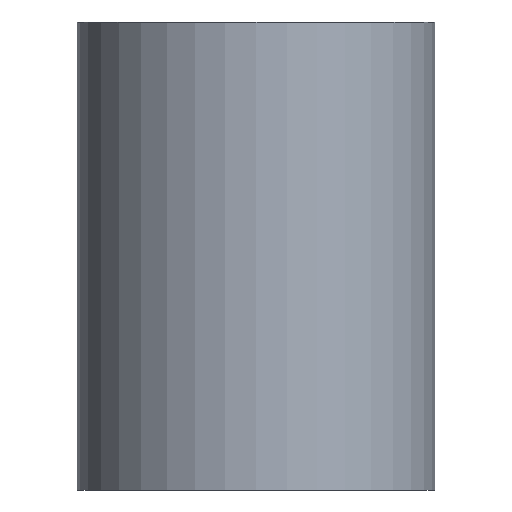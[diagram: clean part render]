
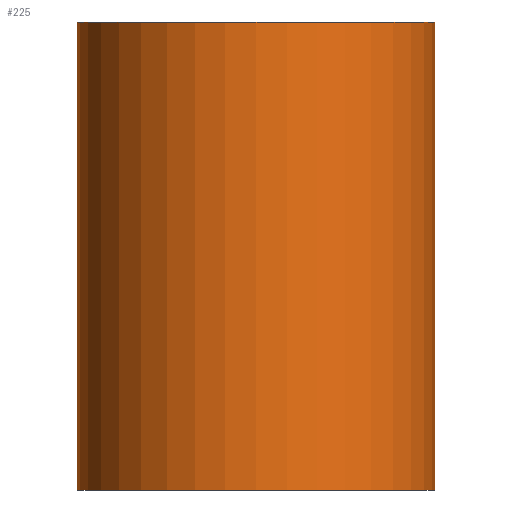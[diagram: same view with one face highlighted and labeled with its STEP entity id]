
A CAD part, front view. The second image highlights one B-rep face of the part: STEP entity #225.
In plain terms, the highlighted cylindrical face has radius 27.5 mm (diameter 55 mm), a partial arc.
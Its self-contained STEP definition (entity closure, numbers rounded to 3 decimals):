
#22 = DIRECTION ( 'NONE',  ( -1., 0., 0. ) ) ;
#27 = CYLINDRICAL_SURFACE ( 'NONE', #1048, 27.5 ) ;
#51 = DIRECTION ( 'NONE',  ( 1., 0., 0. ) ) ;
#147 = DIRECTION ( 'NONE',  ( 0., 0., -1. ) ) ;
#179 = CARTESIAN_POINT ( 'NONE',  ( 27.5, 0., 149.782 ) ) ;
#195 = CARTESIAN_POINT ( 'NONE',  ( -27.5, 0., 0. ) ) ;
#197 = EDGE_CURVE ( 'NONE', #382, #1008, #511, .T. ) ;
#217 = VERTEX_POINT ( 'NONE', #195 ) ;
#225 = ADVANCED_FACE ( 'NONE', ( #276 ), #27, .T. ) ;
#238 = CARTESIAN_POINT ( 'NONE',  ( -27.5, 0., 149.782 ) ) ;
#243 = ORIENTED_EDGE ( 'NONE', *, *, #504, .F. ) ;
#276 = FACE_OUTER_BOUND ( 'NONE', #315, .T. ) ;
#315 = EDGE_LOOP ( 'NONE', ( #895, #243, #653, #772 ) ) ;
#339 = CIRCLE ( 'NONE', #457, 27.5 ) ;
#355 = EDGE_CURVE ( 'NONE', #217, #1008, #339, .T. ) ;
#382 = VERTEX_POINT ( 'NONE', #805 ) ;
#391 = AXIS2_PLACEMENT_3D ( 'NONE', #673, #677, #924 ) ;
#421 = CARTESIAN_POINT ( 'NONE',  ( 0., 0., 149.782 ) ) ;
#457 = AXIS2_PLACEMENT_3D ( 'NONE', #779, #1025, #51 ) ;
#482 = VERTEX_POINT ( 'NONE', #754 ) ;
#504 = EDGE_CURVE ( 'NONE', #482, #382, #558, .T. ) ;
#511 = LINE ( 'NONE', #179, #1028 ) ;
#558 = CIRCLE ( 'NONE', #391, 27.5 ) ;
#628 = VECTOR ( 'NONE', #147, 1000. ) ;
#653 = ORIENTED_EDGE ( 'NONE', *, *, #689, .T. ) ;
#673 = CARTESIAN_POINT ( 'NONE',  ( 0., 0., 72. ) ) ;
#677 = DIRECTION ( 'NONE',  ( 0., 0., 1. ) ) ;
#689 = EDGE_CURVE ( 'NONE', #482, #217, #869, .T. ) ;
#691 = CARTESIAN_POINT ( 'NONE',  ( 27.5, 0., 0. ) ) ;
#754 = CARTESIAN_POINT ( 'NONE',  ( -27.5, 0., 72. ) ) ;
#772 = ORIENTED_EDGE ( 'NONE', *, *, #355, .T. ) ;
#779 = CARTESIAN_POINT ( 'NONE',  ( 0., 0., 0. ) ) ;
#805 = CARTESIAN_POINT ( 'NONE',  ( 27.5, 0., 72. ) ) ;
#869 = LINE ( 'NONE', #238, #628 ) ;
#895 = ORIENTED_EDGE ( 'NONE', *, *, #197, .F. ) ;
#902 = DIRECTION ( 'NONE',  ( 0., 0., -1. ) ) ;
#905 = DIRECTION ( 'NONE',  ( 0., 0., -1. ) ) ;
#924 = DIRECTION ( 'NONE',  ( 1., 0., 0. ) ) ;
#1008 = VERTEX_POINT ( 'NONE', #691 ) ;
#1025 = DIRECTION ( 'NONE',  ( 0., 0., 1. ) ) ;
#1028 = VECTOR ( 'NONE', #902, 1000. ) ;
#1048 = AXIS2_PLACEMENT_3D ( 'NONE', #421, #905, #22 ) ;
